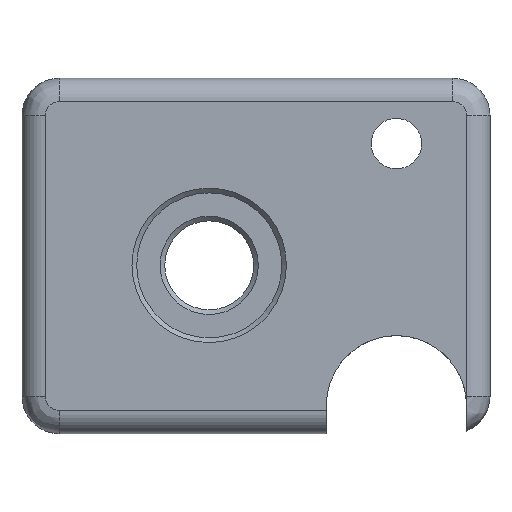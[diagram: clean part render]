
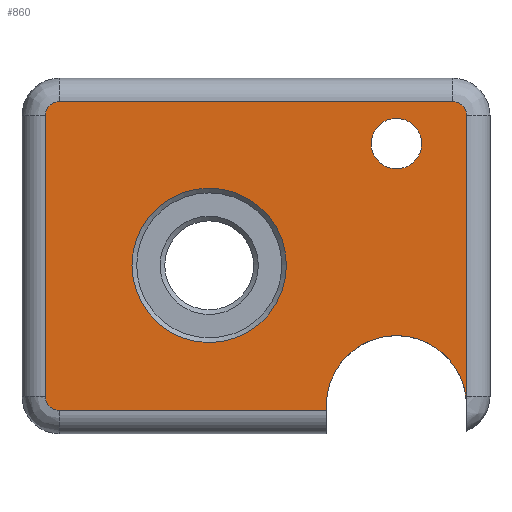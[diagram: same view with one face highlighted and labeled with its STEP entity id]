
A CAD part, front view. The second image highlights one B-rep face of the part: STEP entity #860.
In plain terms, the highlighted planar face has unit normal (0, -1, 0).
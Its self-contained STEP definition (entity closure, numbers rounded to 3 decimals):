
#71=LINE($,#1492,#123);
#73=LINE($,#1501,#125);
#75=LINE($,#1511,#127);
#76=LINE($,#1515,#128);
#77=LINE($,#1519,#129);
#123=VECTOR($,#1168,0.5);
#125=VECTOR($,#1178,28.5);
#127=VECTOR($,#1188,30.);
#128=VECTOR($,#1191,42.);
#129=VECTOR($,#1194,30.);
#155=PLANE($,#958);
#181=FACE_BOUND($,#293,.T.);
#182=FACE_BOUND($,#294,.T.);
#222=FACE_OUTER_BOUND($,#292,.T.);
#292=EDGE_LOOP($,(#712,#713,#714,#715,#716,#717,#718,#719,#720,#721));
#293=EDGE_LOOP($,(#722));
#294=EDGE_LOOP($,(#723));
#343=CIRCLE($,#937,2.7);
#350=CIRCLE($,#948,8.25);
#355=CIRCLE($,#959,7.5);
#356=CIRCLE($,#960,1.5);
#357=CIRCLE($,#961,1.5);
#358=CIRCLE($,#962,1.5);
#359=CIRCLE($,#963,1.5);
#412=VERTEX_POINT($,#1441);
#419=VERTEX_POINT($,#1459);
#425=VERTEX_POINT($,#1484);
#428=VERTEX_POINT($,#1490);
#431=VERTEX_POINT($,#1500);
#433=VERTEX_POINT($,#1506);
#434=VERTEX_POINT($,#1508);
#435=VERTEX_POINT($,#1510);
#436=VERTEX_POINT($,#1512);
#437=VERTEX_POINT($,#1514);
#438=VERTEX_POINT($,#1516);
#439=VERTEX_POINT($,#1518);
#509=EDGE_CURVE($,#412,#412,#343,.T.);
#516=EDGE_CURVE($,#419,#419,#350,.T.);
#525=EDGE_CURVE($,#425,#428,#71,.T.);
#529=EDGE_CURVE($,#425,#431,#73,.T.);
#532=EDGE_CURVE($,#428,#433,#355,.T.);
#533=EDGE_CURVE($,#434,#433,#356,.T.);
#534=EDGE_CURVE($,#435,#434,#75,.T.);
#535=EDGE_CURVE($,#436,#435,#357,.T.);
#536=EDGE_CURVE($,#437,#436,#76,.T.);
#537=EDGE_CURVE($,#438,#437,#358,.T.);
#538=EDGE_CURVE($,#439,#438,#77,.T.);
#539=EDGE_CURVE($,#431,#439,#359,.T.);
#712=ORIENTED_EDGE($,*,*,#525,.T.);
#713=ORIENTED_EDGE($,*,*,#532,.T.);
#714=ORIENTED_EDGE($,*,*,#533,.F.);
#715=ORIENTED_EDGE($,*,*,#534,.F.);
#716=ORIENTED_EDGE($,*,*,#535,.F.);
#717=ORIENTED_EDGE($,*,*,#536,.F.);
#718=ORIENTED_EDGE($,*,*,#537,.F.);
#719=ORIENTED_EDGE($,*,*,#538,.F.);
#720=ORIENTED_EDGE($,*,*,#539,.F.);
#721=ORIENTED_EDGE($,*,*,#529,.F.);
#722=ORIENTED_EDGE($,*,*,#516,.T.);
#723=ORIENTED_EDGE($,*,*,#509,.T.);
#860=ADVANCED_FACE($,(#222,#181,#182),#155,.T.);
#937=AXIS2_PLACEMENT_3D($,#1442,#1130,#1131);
#948=AXIS2_PLACEMENT_3D($,#1460,#1152,#1153);
#958=AXIS2_PLACEMENT_3D($,#1505,#1182,#1183);
#959=AXIS2_PLACEMENT_3D($,#1507,#1184,#1185);
#960=AXIS2_PLACEMENT_3D($,#1509,#1186,#1187);
#961=AXIS2_PLACEMENT_3D($,#1513,#1189,#1190);
#962=AXIS2_PLACEMENT_3D($,#1517,#1192,#1193);
#963=AXIS2_PLACEMENT_3D($,#1520,#1195,#1196);
#1130=DIRECTION('center_axis',(0.,1.,0.));
#1131=DIRECTION('ref_axis',(1.,0.,0.));
#1152=DIRECTION('center_axis',(0.,1.,0.));
#1153=DIRECTION('ref_axis',(1.,0.,0.));
#1168=DIRECTION($,(0.,0.,1.));
#1178=DIRECTION($,(-1.,0.,0.));
#1182=DIRECTION('center_axis',(0.,-1.,0.));
#1183=DIRECTION('ref_axis',(-1.,0.,0.));
#1184=DIRECTION('center_axis',(0.,1.,0.));
#1185=DIRECTION('ref_axis',(1.,0.,0.));
#1186=DIRECTION('center_axis',(0.,1.,0.));
#1187=DIRECTION('ref_axis',(1.,0.,0.));
#1188=DIRECTION($,(0.,0.,-1.));
#1189=DIRECTION('center_axis',(0.,1.,0.));
#1190=DIRECTION('ref_axis',(1.,0.,0.));
#1191=DIRECTION($,(1.,0.,0.));
#1192=DIRECTION('center_axis',(0.,1.,0.));
#1193=DIRECTION('ref_axis',(1.,0.,0.));
#1194=DIRECTION($,(0.,0.,1.));
#1195=DIRECTION('center_axis',(0.,1.,0.));
#1196=DIRECTION('ref_axis',(1.,0.,0.));
#1441=CARTESIAN_POINT('',(37.3,-10.,31.));
#1442=CARTESIAN_POINT('Origin',(40.,-10.,31.));
#1459=CARTESIAN_POINT('',(11.75,-10.,18.));
#1460=CARTESIAN_POINT('Origin',(20.,-10.,18.));
#1484=CARTESIAN_POINT('',(32.5,-10.,2.5));
#1490=CARTESIAN_POINT('',(32.5,-10.,3.));
#1492=CARTESIAN_POINT($,(32.5,-10.,17.75));
#1500=CARTESIAN_POINT('',(4.,-10.,2.5));
#1501=CARTESIAN_POINT($,(46.,-10.,2.5));
#1505=CARTESIAN_POINT('Origin',(46.75,-10.,34.));
#1506=CARTESIAN_POINT('',(47.468,-10.,3.692));
#1507=CARTESIAN_POINT('Origin',(40.,-10.,3.));
#1508=CARTESIAN_POINT('',(47.5,-10.,4.));
#1509=CARTESIAN_POINT('Origin',(46.,-10.,4.));
#1510=CARTESIAN_POINT('',(47.5,-10.,34.));
#1511=CARTESIAN_POINT($,(47.5,-10.,34.));
#1512=CARTESIAN_POINT('',(46.,-10.,35.5));
#1513=CARTESIAN_POINT('Origin',(46.,-10.,34.));
#1514=CARTESIAN_POINT('',(4.,-10.,35.5));
#1515=CARTESIAN_POINT($,(4.,-10.,35.5));
#1516=CARTESIAN_POINT('',(2.5,-10.,34.));
#1517=CARTESIAN_POINT('Origin',(4.,-10.,34.));
#1518=CARTESIAN_POINT('',(2.5,-10.,4.));
#1519=CARTESIAN_POINT($,(2.5,-10.,4.));
#1520=CARTESIAN_POINT('Origin',(4.,-10.,4.));
